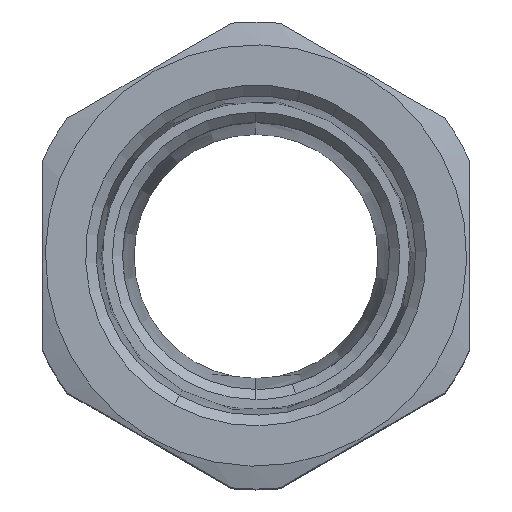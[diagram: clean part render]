
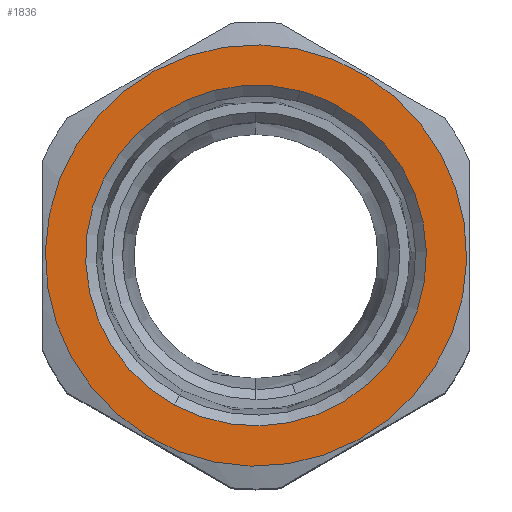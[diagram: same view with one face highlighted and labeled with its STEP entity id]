
A CAD part, top view. The second image highlights one B-rep face of the part: STEP entity #1836.
In plain terms, the highlighted planar face has unit normal (0, 0, 1).
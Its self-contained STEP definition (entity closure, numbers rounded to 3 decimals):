
#1691=AXIS2_PLACEMENT_3D('Circle Axis2P3D',#1689,#1690,$) ;
#1722=AXIS2_PLACEMENT_3D('Circle Axis2P3D',#1720,#1721,$) ;
#1804=AXIS2_PLACEMENT_3D('Plane Axis2P3D',#1801,#1802,#1803) ;
#1812=AXIS2_PLACEMENT_3D('Circle Axis2P3D',#1810,#1811,$) ;
#1821=AXIS2_PLACEMENT_3D('Circle Axis2P3D',#1819,#1820,$) ;
#1828=AXIS2_PLACEMENT_3D('Circle Axis2P3D',#1826,#1827,$) ;
#1686=CARTESIAN_POINT('Vertex',(31.796,40.72,72.25)) ;
#1689=CARTESIAN_POINT('Axis2P3D Location',(21.,23.,72.25)) ;
#1693=CARTESIAN_POINT('Vertex',(10.204,5.28,72.25)) ;
#1720=CARTESIAN_POINT('Axis2P3D Location',(21.,23.,72.25)) ;
#1801=CARTESIAN_POINT('Axis2P3D Location',(21.,23.,72.25)) ;
#1810=CARTESIAN_POINT('Axis2P3D Location',(21.,23.,72.25)) ;
#1814=CARTESIAN_POINT('Vertex',(12.954,8.272,72.25)) ;
#1816=CARTESIAN_POINT('Vertex',(25.329,39.215,72.25)) ;
#1819=CARTESIAN_POINT('Axis2P3D Location',(21.,23.,72.25)) ;
#1823=CARTESIAN_POINT('Vertex',(29.046,37.728,72.25)) ;
#1826=CARTESIAN_POINT('Axis2P3D Location',(21.,23.,72.25)) ;
#1690=DIRECTION('Axis2P3D Direction',(-0.,0.,-1.)) ;
#1721=DIRECTION('Axis2P3D Direction',(-0.,0.,-1.)) ;
#1802=DIRECTION('Axis2P3D Direction',(0.,0.,-1.)) ;
#1803=DIRECTION('Axis2P3D XDirection',(0.,1.,0.)) ;
#1811=DIRECTION('Axis2P3D Direction',(0.,0.,-1.)) ;
#1820=DIRECTION('Axis2P3D Direction',(0.,0.,-1.)) ;
#1827=DIRECTION('Axis2P3D Direction',(0.,0.,-1.)) ;
#1807=ORIENTED_EDGE('',*,*,#1724,.T.) ;
#1808=ORIENTED_EDGE('',*,*,#1695,.T.) ;
#1832=ORIENTED_EDGE('',*,*,#1818,.T.) ;
#1833=ORIENTED_EDGE('',*,*,#1825,.T.) ;
#1834=ORIENTED_EDGE('',*,*,#1830,.T.) ;
#1835=FACE_BOUND('',#1831,.T.) ;
#1836=ADVANCED_FACE('Part1.1\\Koerper.2',(#1809,#1835),#1805,.F.) ;
#1692=CIRCLE('generated circle',#1691,20.75) ;
#1723=CIRCLE('generated circle',#1722,20.75) ;
#1813=CIRCLE('generated circle',#1812,16.783) ;
#1822=CIRCLE('generated circle',#1821,16.783) ;
#1829=CIRCLE('generated circle',#1828,16.783) ;
#1695=EDGE_CURVE('',#1694,#1687,#1692,.F.) ;
#1724=EDGE_CURVE('',#1687,#1694,#1723,.F.) ;
#1818=EDGE_CURVE('',#1815,#1817,#1813,.T.) ;
#1825=EDGE_CURVE('',#1817,#1824,#1822,.T.) ;
#1830=EDGE_CURVE('',#1824,#1815,#1829,.T.) ;
#1806=EDGE_LOOP('',(#1807,#1808)) ;
#1831=EDGE_LOOP('',(#1832,#1833,#1834)) ;
#1809=FACE_OUTER_BOUND('',#1806,.T.) ;
#1805=PLANE('',#1804) ;
#1687=VERTEX_POINT('',#1686) ;
#1694=VERTEX_POINT('',#1693) ;
#1815=VERTEX_POINT('',#1814) ;
#1817=VERTEX_POINT('',#1816) ;
#1824=VERTEX_POINT('',#1823) ;
